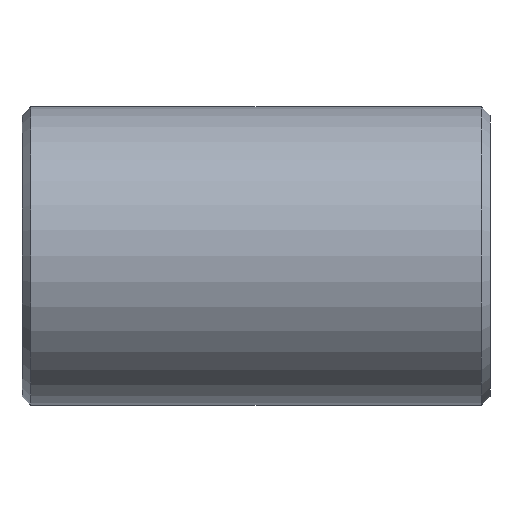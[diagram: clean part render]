
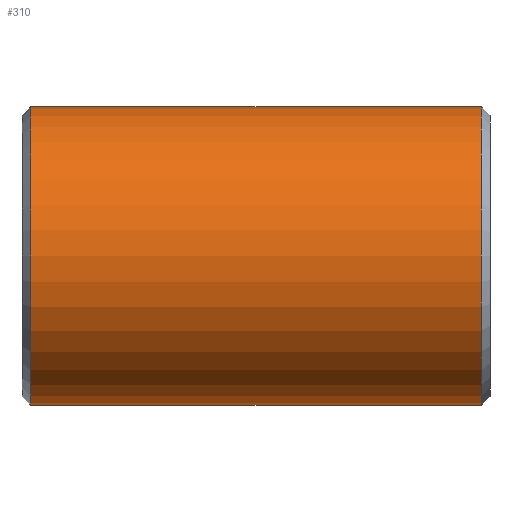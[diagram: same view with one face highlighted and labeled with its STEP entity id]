
A CAD part, front view. The second image highlights one B-rep face of the part: STEP entity #310.
In plain terms, the highlighted cylindrical face has radius 161.925 mm (diameter 323.85 mm), a partial arc.
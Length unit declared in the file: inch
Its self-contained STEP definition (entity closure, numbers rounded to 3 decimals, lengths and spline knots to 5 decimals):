
#19 = DIRECTION ( 'NONE',  ( 1., 0., 0. ) ) ;
#20 = LINE ( 'NONE', #110, #564 ) ;
#23 = AXIS2_PLACEMENT_3D ( 'NONE', #554, #19, #28 ) ;
#28 = DIRECTION ( 'NONE',  ( 0., 0., 1. ) ) ;
#37 = VERTEX_POINT ( 'NONE', #872 ) ;
#83 = DIRECTION ( 'NONE',  ( 0., 0., 1. ) ) ;
#108 = EDGE_CURVE ( 'NONE', #882, #877, #286, .T. ) ;
#110 = CARTESIAN_POINT ( 'NONE',  ( 10., 0., 6.375 ) ) ;
#225 = LINE ( 'NONE', #815, #519 ) ;
#283 = CARTESIAN_POINT ( 'NONE',  ( 9.625, 0., 0. ) ) ;
#286 = CIRCLE ( 'NONE', #455, 6.375 ) ;
#310 = ADVANCED_FACE ( 'NONE', ( #462 ), #598, .T. ) ;
#317 = DIRECTION ( 'NONE',  ( -1., 0., 0. ) ) ;
#342 = CARTESIAN_POINT ( 'NONE',  ( 9.625, 0., 6.375 ) ) ;
#346 = EDGE_LOOP ( 'NONE', ( #605, #866, #713, #589 ) ) ;
#402 = CARTESIAN_POINT ( 'NONE',  ( -9.625, 0., 6.375 ) ) ;
#455 = AXIS2_PLACEMENT_3D ( 'NONE', #283, #513, #942 ) ;
#458 = DIRECTION ( 'NONE',  ( -1., 0., 0. ) ) ;
#462 = FACE_OUTER_BOUND ( 'NONE', #346, .T. ) ;
#487 = CARTESIAN_POINT ( 'NONE',  ( 9.625, 0., -6.375 ) ) ;
#513 = DIRECTION ( 'NONE',  ( -1., 0., 0. ) ) ;
#519 = VECTOR ( 'NONE', #523, 39.37008 ) ;
#523 = DIRECTION ( 'NONE',  ( -1., 0., 0. ) ) ;
#551 = AXIS2_PLACEMENT_3D ( 'NONE', #890, #458, #83 ) ;
#554 = CARTESIAN_POINT ( 'NONE',  ( -9.625, 0., 0. ) ) ;
#564 = VECTOR ( 'NONE', #317, 39.37008 ) ;
#581 = EDGE_CURVE ( 'NONE', #882, #37, #225, .T. ) ;
#589 = ORIENTED_EDGE ( 'NONE', *, *, #810, .T. ) ;
#598 = CYLINDRICAL_SURFACE ( 'NONE', #551, 6.375 ) ;
#605 = ORIENTED_EDGE ( 'NONE', *, *, #581, .F. ) ;
#624 = EDGE_CURVE ( 'NONE', #877, #803, #20, .T. ) ;
#713 = ORIENTED_EDGE ( 'NONE', *, *, #624, .T. ) ;
#803 = VERTEX_POINT ( 'NONE', #402 ) ;
#810 = EDGE_CURVE ( 'NONE', #803, #37, #904, .T. ) ;
#815 = CARTESIAN_POINT ( 'NONE',  ( 10., 0., -6.375 ) ) ;
#866 = ORIENTED_EDGE ( 'NONE', *, *, #108, .T. ) ;
#872 = CARTESIAN_POINT ( 'NONE',  ( -9.625, 0., -6.375 ) ) ;
#877 = VERTEX_POINT ( 'NONE', #342 ) ;
#882 = VERTEX_POINT ( 'NONE', #487 ) ;
#890 = CARTESIAN_POINT ( 'NONE',  ( 10., 0., 0. ) ) ;
#904 = CIRCLE ( 'NONE', #23, 6.375 ) ;
#942 = DIRECTION ( 'NONE',  ( 0., 0., -1. ) ) ;
